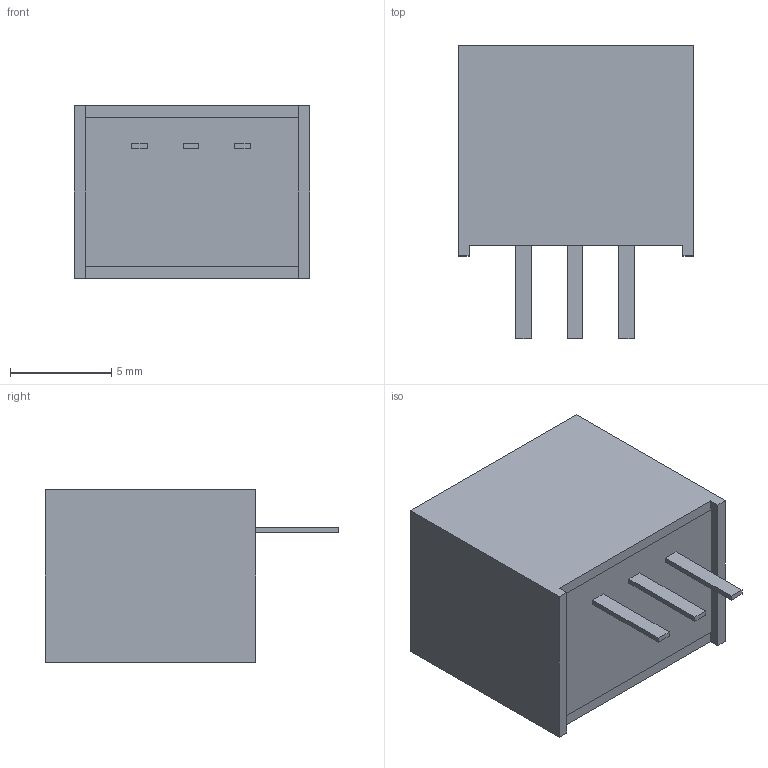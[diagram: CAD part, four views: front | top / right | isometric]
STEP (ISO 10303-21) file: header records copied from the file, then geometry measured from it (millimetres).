
FILE_DESCRIPTION(('FreeCAD Model'),'2;1');
FILE_NAME('R-78E-1.0_3D_20190722.step','2019-07-22T15:23:20',('Author'),('' ),'Open CASCADE STEP processor 7.3','FreeCAD','Unknown');
FILE_SCHEMA(('AUTOMOTIVE_DESIGN { 1 0 10303 214 1 1 1 1 }'));
Length unit declared in the file: millimetre
Products named in the file (5): R-78E-1.0_case; R-78E-1.0_potting; R-78E-1.0_pin1(+Vin); R-78E-1.0_pin2(GND); R-78E-1.0_pin3(+Vout)
Bounding box: 11.6 x 14.5 x 8.5 mm (x, y, z)
Volume: 982 mm3; surface area: 1473.6 mm2
Topology: 5 solids, 5 shells, 136 faces, 345 edges, 230 vertices
Faces by surface type: plane 124, cylinder 12
Entity records: 4128 total; most frequent: CARTESIAN_POINT 712, ORIENTED_EDGE 690, DIRECTION 643, EDGE_CURVE 345, LINE 321, VECTOR 321, VERTEX_POINT 230, AXIS2_PLACEMENT_3D 161
